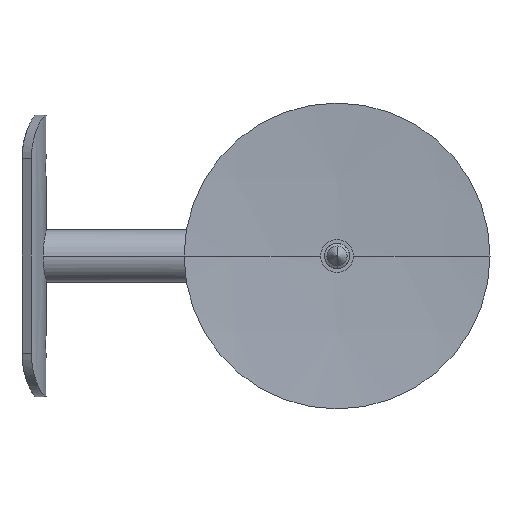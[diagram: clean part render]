
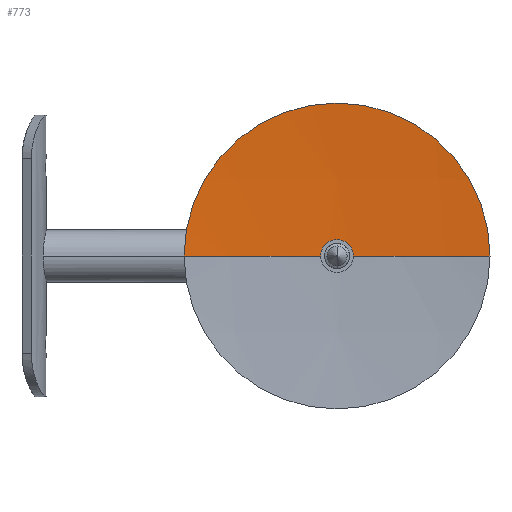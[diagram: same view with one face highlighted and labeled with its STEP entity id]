
A CAD part, left-side view. The second image highlights one B-rep face of the part: STEP entity #773.
In plain terms, the highlighted spherical face has radius 409.083 mm.
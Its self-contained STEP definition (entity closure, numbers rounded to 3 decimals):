
#11 = AXIS2_PLACEMENT_3D ( 'NONE', #1892, #4664, #1860 ) ;
#35 = DIRECTION ( 'NONE',  ( 0., 0., 1. ) ) ;
#37 = CARTESIAN_POINT ( 'NONE',  ( -407.583, 0., 0. ) ) ;
#213 = CARTESIAN_POINT ( 'NONE',  ( -407.583, 0., 0. ) ) ;
#264 = CARTESIAN_POINT ( 'NONE',  ( 1.483, 0., 0. ) ) ;
#303 = CIRCLE ( 'NONE', #1877, 3.766 ) ;
#442 = CARTESIAN_POINT ( 'NONE',  ( 0., 0., 0. ) ) ;
#592 = CARTESIAN_POINT ( 'NONE',  ( 0., -35., 0. ) ) ;
#628 = ORIENTED_EDGE ( 'NONE', *, *, #3136, .T. ) ;
#652 = CIRCLE ( 'NONE', #4969, 3.766 ) ;
#657 = EDGE_LOOP ( 'NONE', ( #686, #3243, #628, #2113, #3427, #5523 ) ) ;
#676 = VERTEX_POINT ( 'NONE', #592 ) ;
#686 = ORIENTED_EDGE ( 'NONE', *, *, #2551, .T. ) ;
#773 = ADVANCED_FACE ( 'NONE', ( #3635 ), #4192, .F. ) ;
#870 = CARTESIAN_POINT ( 'NONE',  ( 1.483, 0., 3.766 ) ) ;
#1017 = DIRECTION ( 'NONE',  ( 0., 1., 0. ) ) ;
#1022 = AXIS2_PLACEMENT_3D ( 'NONE', #442, #2212, #35 ) ;
#1379 = CARTESIAN_POINT ( 'NONE',  ( 1.483, -3.766, 0. ) ) ;
#1447 = CARTESIAN_POINT ( 'NONE',  ( 1.483, 0., 0. ) ) ;
#1502 = DIRECTION ( 'NONE',  ( 0., 0., 1. ) ) ;
#1860 = DIRECTION ( 'NONE',  ( 0., 0., 1. ) ) ;
#1877 = AXIS2_PLACEMENT_3D ( 'NONE', #264, #5615, #2932 ) ;
#1892 = CARTESIAN_POINT ( 'NONE',  ( 0., 0., 0. ) ) ;
#2113 = ORIENTED_EDGE ( 'NONE', *, *, #2784, .T. ) ;
#2212 = DIRECTION ( 'NONE',  ( -1., 0., 0. ) ) ;
#2268 = CARTESIAN_POINT ( 'NONE',  ( 0., 0., 35. ) ) ;
#2348 = EDGE_CURVE ( 'NONE', #3117, #5240, #303, .T. ) ;
#2404 = CIRCLE ( 'NONE', #3996, 409.083 ) ;
#2490 = VERTEX_POINT ( 'NONE', #2268 ) ;
#2551 = EDGE_CURVE ( 'NONE', #3020, #3117, #652, .T. ) ;
#2599 = CIRCLE ( 'NONE', #1022, 35. ) ;
#2643 = DIRECTION ( 'NONE',  ( 0., 1., 0. ) ) ;
#2784 = EDGE_CURVE ( 'NONE', #676, #2490, #5144, .T. ) ;
#2842 = DIRECTION ( 'NONE',  ( 1., 0., 0. ) ) ;
#2932 = DIRECTION ( 'NONE',  ( 0., 0., 1. ) ) ;
#3020 = VERTEX_POINT ( 'NONE', #4669 ) ;
#3037 = CARTESIAN_POINT ( 'NONE',  ( -407.583, 0., 0. ) ) ;
#3117 = VERTEX_POINT ( 'NONE', #870 ) ;
#3136 = EDGE_CURVE ( 'NONE', #5240, #676, #2404, .T. ) ;
#3138 = CIRCLE ( 'NONE', #4161, 409.083 ) ;
#3218 = AXIS2_PLACEMENT_3D ( 'NONE', #213, #5042, #1017 ) ;
#3243 = ORIENTED_EDGE ( 'NONE', *, *, #2348, .T. ) ;
#3427 = ORIENTED_EDGE ( 'NONE', *, *, #5449, .T. ) ;
#3635 = FACE_OUTER_BOUND ( 'NONE', #657, .T. ) ;
#3795 = EDGE_CURVE ( 'NONE', #3020, #4438, #3138, .T. ) ;
#3996 = AXIS2_PLACEMENT_3D ( 'NONE', #37, #4436, #2643 ) ;
#4161 = AXIS2_PLACEMENT_3D ( 'NONE', #3037, #5693, #5350 ) ;
#4192 = SPHERICAL_SURFACE ( 'NONE', #3218, 409.083 ) ;
#4436 = DIRECTION ( 'NONE',  ( 0., 0., -1. ) ) ;
#4438 = VERTEX_POINT ( 'NONE', #5094 ) ;
#4664 = DIRECTION ( 'NONE',  ( -1., 0., 0. ) ) ;
#4669 = CARTESIAN_POINT ( 'NONE',  ( 1.483, 3.766, 0. ) ) ;
#4969 = AXIS2_PLACEMENT_3D ( 'NONE', #1447, #2842, #1502 ) ;
#5042 = DIRECTION ( 'NONE',  ( 0., 0., -1. ) ) ;
#5094 = CARTESIAN_POINT ( 'NONE',  ( 0., 35., 0. ) ) ;
#5144 = CIRCLE ( 'NONE', #11, 35. ) ;
#5240 = VERTEX_POINT ( 'NONE', #1379 ) ;
#5350 = DIRECTION ( 'NONE',  ( 1., 0., 0. ) ) ;
#5449 = EDGE_CURVE ( 'NONE', #2490, #4438, #2599, .T. ) ;
#5523 = ORIENTED_EDGE ( 'NONE', *, *, #3795, .F. ) ;
#5615 = DIRECTION ( 'NONE',  ( 1., 0., 0. ) ) ;
#5693 = DIRECTION ( 'NONE',  ( 0., 0., 1. ) ) ;
